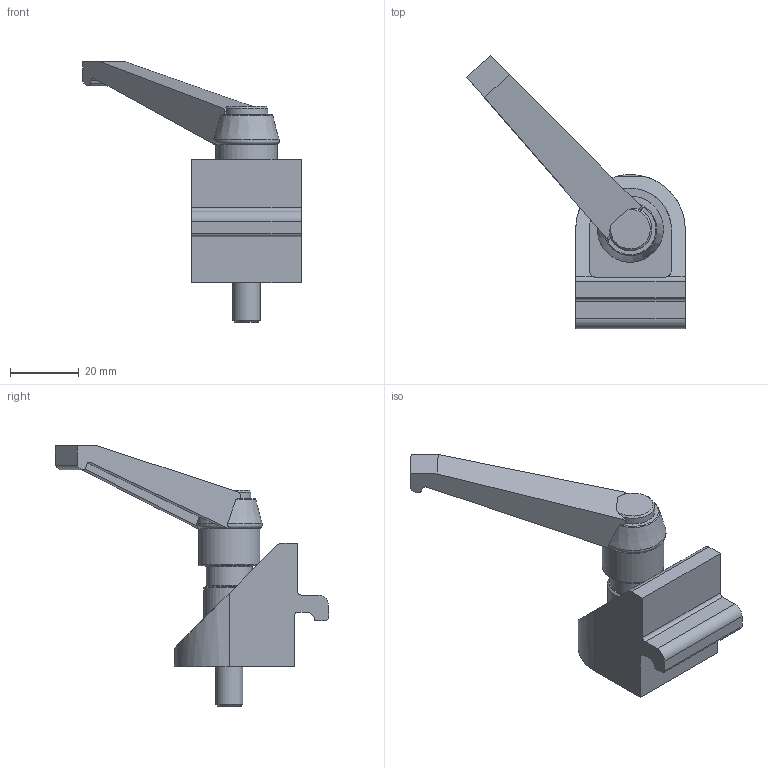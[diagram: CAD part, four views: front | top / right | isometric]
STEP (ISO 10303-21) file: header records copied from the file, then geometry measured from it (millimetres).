
FILE_DESCRIPTION( ( 'STEP AP203' ), '1' );
FILE_NAME( '093WKF401N08A.stp', '2021-11-22T12:35:05', ( 'License CC BY-ND 4.0' ), ( 'CADENAS' ), ' ', 'PARTsolutions', ' ' );
FILE_SCHEMA( ( 'CONFIG_CONTROL_DESIGN' ) );
Length unit declared in the file: millimetre
Products named in the file (4): 093WKF401N08A; _093WKF401N08A_b1; _093WKF401N08A_b2; _093WKF401N08A_b3
Assembly tree (3 placements, depth 2):
  093WKF401N08A
    _093WKF401N08A_b1
    _093WKF401N08A_b2
    _093WKF401N08A_b3
Bounding box: 63.75 x 79.73 x 76 mm (x, y, z)
Volume: 29294.3 mm3; surface area: 14879.4 mm2
Topology: 3 solids, 3 shells, 93 faces, 243 edges, 158 vertices
Faces by surface type: plane 53, cylinder 26, cone 8, torus 6
Full cylindrical faces by diameter (mm): 8 x1, 8.5 x1, 9 x1, 13.5 x1, 15 x1, 18 x1
Entity records: 3013 total; most frequent: CARTESIAN_POINT 620, DIRECTION 472, ORIENTED_EDGE 454, EDGE_CURVE 227, AXIS2_PLACEMENT_3D 170, VERTEX_POINT 158, LINE 132, VECTOR 132
